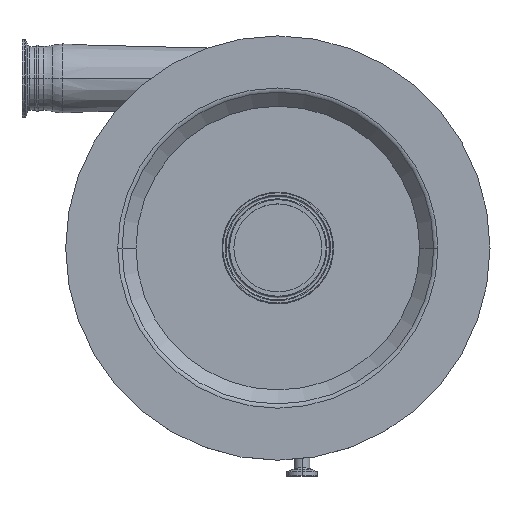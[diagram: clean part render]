
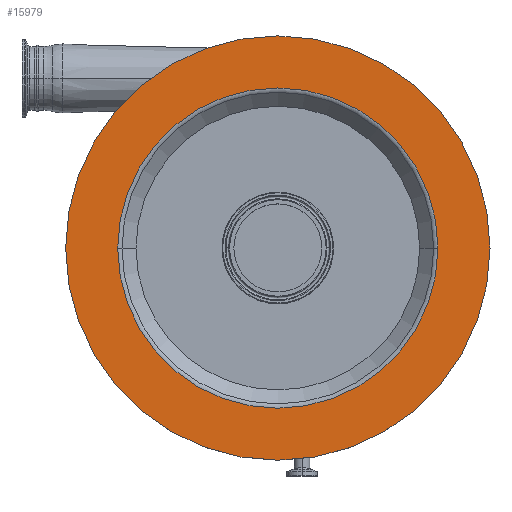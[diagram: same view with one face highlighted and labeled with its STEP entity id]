
A CAD part, top view. The second image highlights one B-rep face of the part: STEP entity #15979.
In plain terms, the highlighted planar face has unit normal (0, 0, 1).
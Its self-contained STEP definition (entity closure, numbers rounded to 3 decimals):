
#54 = AXIS2_PLACEMENT_3D ( 'NONE', #13480, #7709, #9008 ) ;
#764 = EDGE_CURVE ( 'NONE', #8276, #13861, #11221, .T. ) ;
#1227 = FACE_OUTER_BOUND ( 'NONE', #14932, .T. ) ;
#2383 = AXIS2_PLACEMENT_3D ( 'NONE', #19827, #9202, #15277 ) ;
#2820 = PLANE ( 'NONE',  #16865 ) ;
#2949 = EDGE_CURVE ( 'NONE', #17097, #7697, #10012, .T. ) ;
#4580 = DIRECTION ( 'NONE',  ( 0., 0., -1. ) ) ;
#6189 = DIRECTION ( 'NONE',  ( -1., 0., 0. ) ) ;
#7611 = ORIENTED_EDGE ( 'NONE', *, *, #2949, .F. ) ;
#7697 = VERTEX_POINT ( 'NONE', #12795 ) ;
#7709 = DIRECTION ( 'NONE',  ( 0., 0., -1. ) ) ;
#8276 = VERTEX_POINT ( 'NONE', #13665 ) ;
#8755 = EDGE_CURVE ( 'NONE', #13861, #8276, #12573, .T. ) ;
#8958 = DIRECTION ( 'NONE',  ( 0., 0., -1. ) ) ;
#8973 = DIRECTION ( 'NONE',  ( 0., 0., -1. ) ) ;
#9008 = DIRECTION ( 'NONE',  ( -1., 0., 0. ) ) ;
#9028 = ORIENTED_EDGE ( 'NONE', *, *, #10149, .F. ) ;
#9202 = DIRECTION ( 'NONE',  ( 0., 0., -1. ) ) ;
#9439 = CIRCLE ( 'NONE', #2383, 175. ) ;
#9664 = ORIENTED_EDGE ( 'NONE', *, *, #764, .T. ) ;
#10012 = CIRCLE ( 'NONE', #54, 175. ) ;
#10149 = EDGE_CURVE ( 'NONE', #7697, #17097, #9439, .T. ) ;
#10389 = CARTESIAN_POINT ( 'NONE',  ( 132.071, 0., 42. ) ) ;
#10506 = CARTESIAN_POINT ( 'NONE',  ( 0., 0., 42. ) ) ;
#10907 = ORIENTED_EDGE ( 'NONE', *, *, #8755, .T. ) ;
#11221 = CIRCLE ( 'NONE', #16001, 132.071 ) ;
#12259 = AXIS2_PLACEMENT_3D ( 'NONE', #13938, #8973, #15046 ) ;
#12573 = CIRCLE ( 'NONE', #12259, 132.071 ) ;
#12795 = CARTESIAN_POINT ( 'NONE',  ( 175., 0., 42. ) ) ;
#13137 = CARTESIAN_POINT ( 'NONE',  ( 0., 175., 42. ) ) ;
#13480 = CARTESIAN_POINT ( 'NONE',  ( 0., 0., 42. ) ) ;
#13665 = CARTESIAN_POINT ( 'NONE',  ( -132.071, 0., 42. ) ) ;
#13861 = VERTEX_POINT ( 'NONE', #10389 ) ;
#13938 = CARTESIAN_POINT ( 'NONE',  ( 0., 0., 42. ) ) ;
#14932 = EDGE_LOOP ( 'NONE', ( #7611, #9028 ) ) ;
#15046 = DIRECTION ( 'NONE',  ( -1., 0., 0. ) ) ;
#15277 = DIRECTION ( 'NONE',  ( -1., 0., 0. ) ) ;
#15979 = ADVANCED_FACE ( 'NONE', ( #17959, #1227 ), #2820, .F. ) ;
#16001 = AXIS2_PLACEMENT_3D ( 'NONE', #10506, #4580, #6189 ) ;
#16356 = DIRECTION ( 'NONE',  ( -1., 0., 0. ) ) ;
#16537 = CARTESIAN_POINT ( 'NONE',  ( -175., 0., 42. ) ) ;
#16865 = AXIS2_PLACEMENT_3D ( 'NONE', #13137, #8958, #16356 ) ;
#17097 = VERTEX_POINT ( 'NONE', #16537 ) ;
#17126 = EDGE_LOOP ( 'NONE', ( #9664, #10907 ) ) ;
#17959 = FACE_BOUND ( 'NONE', #17126, .T. ) ;
#19827 = CARTESIAN_POINT ( 'NONE',  ( 0., 0., 42. ) ) ;
